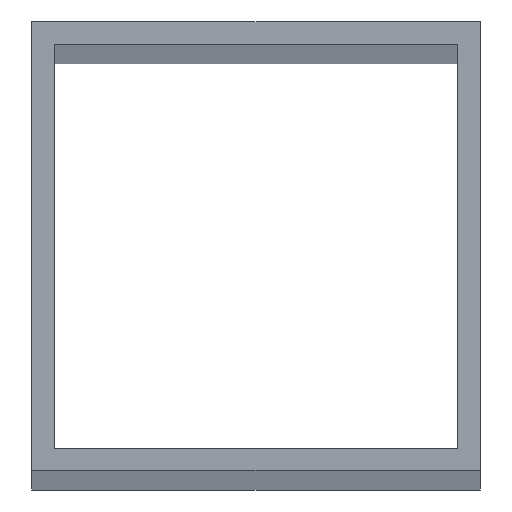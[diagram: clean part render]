
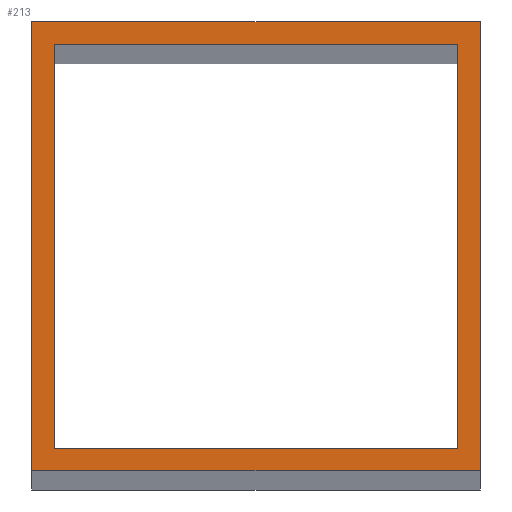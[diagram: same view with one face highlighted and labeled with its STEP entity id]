
A CAD part, top view. The second image highlights one B-rep face of the part: STEP entity #213.
In plain terms, the highlighted planar face has unit normal (0, 0, 1).
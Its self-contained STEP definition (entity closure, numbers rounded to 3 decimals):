
#3 = LINE ( 'NONE', #336, #166 ) ;
#10 = LINE ( 'NONE', #40, #217 ) ;
#15 = CARTESIAN_POINT ( 'NONE',  ( -20., -20., 1000. ) ) ;
#20 = VERTEX_POINT ( 'NONE', #179 ) ;
#27 = LINE ( 'NONE', #207, #141 ) ;
#28 = EDGE_CURVE ( 'NONE', #103, #150, #296, .T. ) ;
#40 = CARTESIAN_POINT ( 'NONE',  ( -18., -18., 1000. ) ) ;
#42 = ORIENTED_EDGE ( 'NONE', *, *, #341, .T. ) ;
#43 = DIRECTION ( 'NONE',  ( -1., 0., 0. ) ) ;
#46 = EDGE_CURVE ( 'NONE', #150, #20, #215, .T. ) ;
#60 = DIRECTION ( 'NONE',  ( 0., 1., 0. ) ) ;
#69 = CARTESIAN_POINT ( 'NONE',  ( -18., 18., 1000. ) ) ;
#70 = ORIENTED_EDGE ( 'NONE', *, *, #259, .F. ) ;
#71 = PLANE ( 'NONE',  #344 ) ;
#72 = VECTOR ( 'NONE', #60, 1000. ) ;
#78 = DIRECTION ( 'NONE',  ( 1., 0., 0. ) ) ;
#82 = DIRECTION ( 'NONE',  ( 0., 1., 0. ) ) ;
#86 = LINE ( 'NONE', #220, #97 ) ;
#87 = CARTESIAN_POINT ( 'NONE',  ( -20., 20., 1000. ) ) ;
#97 = VECTOR ( 'NONE', #303, 1000. ) ;
#103 = VERTEX_POINT ( 'NONE', #87 ) ;
#105 = ORIENTED_EDGE ( 'NONE', *, *, #192, .F. ) ;
#113 = LINE ( 'NONE', #225, #202 ) ;
#118 = DIRECTION ( 'NONE',  ( 0., -1., 0. ) ) ;
#119 = VERTEX_POINT ( 'NONE', #280 ) ;
#123 = EDGE_LOOP ( 'NONE', ( #315, #70, #105, #189 ) ) ;
#139 = VECTOR ( 'NONE', #302, 1000. ) ;
#141 = VECTOR ( 'NONE', #181, 1000. ) ;
#143 = FACE_BOUND ( 'NONE', #123, .T. ) ;
#146 = ORIENTED_EDGE ( 'NONE', *, *, #46, .T. ) ;
#150 = VERTEX_POINT ( 'NONE', #193 ) ;
#154 = VERTEX_POINT ( 'NONE', #285 ) ;
#166 = VECTOR ( 'NONE', #82, 1000. ) ;
#168 = CARTESIAN_POINT ( 'NONE',  ( -18., -18., 1000. ) ) ;
#175 = EDGE_LOOP ( 'NONE', ( #261, #42, #263, #146 ) ) ;
#179 = CARTESIAN_POINT ( 'NONE',  ( 20., -20., 1000. ) ) ;
#181 = DIRECTION ( 'NONE',  ( 1., 0., 0. ) ) ;
#184 = EDGE_CURVE ( 'NONE', #20, #119, #3, .T. ) ;
#188 = VECTOR ( 'NONE', #78, 1000. ) ;
#189 = ORIENTED_EDGE ( 'NONE', *, *, #195, .F. ) ;
#192 = EDGE_CURVE ( 'NONE', #208, #294, #113, .T. ) ;
#193 = CARTESIAN_POINT ( 'NONE',  ( -20., -20., 1000. ) ) ;
#194 = LINE ( 'NONE', #307, #72 ) ;
#195 = EDGE_CURVE ( 'NONE', #154, #208, #194, .T. ) ;
#202 = VECTOR ( 'NONE', #333, 1000. ) ;
#205 = VERTEX_POINT ( 'NONE', #168 ) ;
#207 = CARTESIAN_POINT ( 'NONE',  ( -18., -18., 1000. ) ) ;
#208 = VERTEX_POINT ( 'NONE', #282 ) ;
#210 = EDGE_CURVE ( 'NONE', #205, #154, #27, .T. ) ;
#213 = ADVANCED_FACE ( 'NONE', ( #310, #143 ), #71, .F. ) ;
#215 = LINE ( 'NONE', #325, #188 ) ;
#217 = VECTOR ( 'NONE', #118, 1000. ) ;
#220 = CARTESIAN_POINT ( 'NONE',  ( -20., 20., 1000. ) ) ;
#225 = CARTESIAN_POINT ( 'NONE',  ( -18., 18., 1000. ) ) ;
#229 = DIRECTION ( 'NONE',  ( 0., 0., -1. ) ) ;
#259 = EDGE_CURVE ( 'NONE', #294, #205, #10, .T. ) ;
#261 = ORIENTED_EDGE ( 'NONE', *, *, #184, .T. ) ;
#263 = ORIENTED_EDGE ( 'NONE', *, *, #28, .T. ) ;
#280 = CARTESIAN_POINT ( 'NONE',  ( 20., 20., 1000. ) ) ;
#282 = CARTESIAN_POINT ( 'NONE',  ( 18., 18., 1000. ) ) ;
#285 = CARTESIAN_POINT ( 'NONE',  ( 18., -18., 1000. ) ) ;
#294 = VERTEX_POINT ( 'NONE', #69 ) ;
#295 = CARTESIAN_POINT ( 'NONE',  ( 0., 0., 1000. ) ) ;
#296 = LINE ( 'NONE', #15, #139 ) ;
#302 = DIRECTION ( 'NONE',  ( 0., -1., 0. ) ) ;
#303 = DIRECTION ( 'NONE',  ( -1., 0., 0. ) ) ;
#307 = CARTESIAN_POINT ( 'NONE',  ( 18., -18., 1000. ) ) ;
#310 = FACE_OUTER_BOUND ( 'NONE', #175, .T. ) ;
#315 = ORIENTED_EDGE ( 'NONE', *, *, #210, .F. ) ;
#325 = CARTESIAN_POINT ( 'NONE',  ( -20., -20., 1000. ) ) ;
#333 = DIRECTION ( 'NONE',  ( -1., 0., 0. ) ) ;
#336 = CARTESIAN_POINT ( 'NONE',  ( 20., -20., 1000. ) ) ;
#341 = EDGE_CURVE ( 'NONE', #119, #103, #86, .T. ) ;
#344 = AXIS2_PLACEMENT_3D ( 'NONE', #295, #229, #43 ) ;
